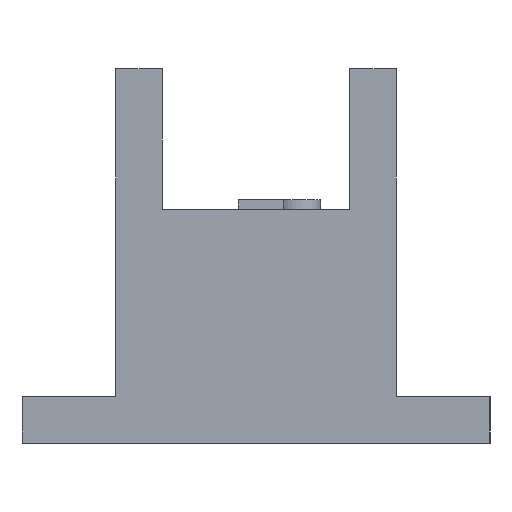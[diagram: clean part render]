
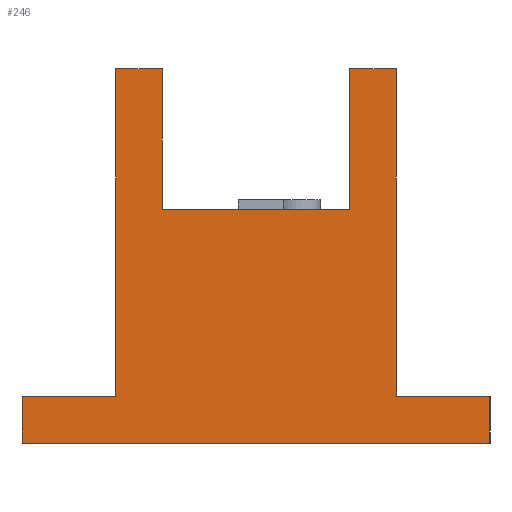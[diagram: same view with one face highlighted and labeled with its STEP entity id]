
A CAD part, left-side view. The second image highlights one B-rep face of the part: STEP entity #246.
In plain terms, the highlighted planar face has unit normal (-1, 0, 0).
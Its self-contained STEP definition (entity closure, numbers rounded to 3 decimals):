
#198=FACE_OUTER_BOUND('',#325,.T.);
#246=ADVANCED_FACE('',(#198),#1448,.F.);
#325=EDGE_LOOP('',(#513,#514,#515,#516,#517,#518,#519,#520,#521,#522,#523,
#524));
#513=ORIENTED_EDGE('',*,*,#742,.F.);
#514=ORIENTED_EDGE('',*,*,#770,.F.);
#515=ORIENTED_EDGE('',*,*,#842,.F.);
#516=ORIENTED_EDGE('',*,*,#838,.F.);
#517=ORIENTED_EDGE('',*,*,#835,.F.);
#518=ORIENTED_EDGE('',*,*,#730,.F.);
#519=ORIENTED_EDGE('',*,*,#824,.F.);
#520=ORIENTED_EDGE('',*,*,#821,.F.);
#521=ORIENTED_EDGE('',*,*,#818,.F.);
#522=ORIENTED_EDGE('',*,*,#754,.F.);
#523=ORIENTED_EDGE('',*,*,#812,.F.);
#524=ORIENTED_EDGE('',*,*,#794,.F.);
#633=VERTEX_POINT('',#2896);
#636=VERTEX_POINT('',#2901);
#645=VERTEX_POINT('',#2922);
#648=VERTEX_POINT('',#2927);
#657=VERTEX_POINT('',#2949);
#660=VERTEX_POINT('',#2954);
#672=VERTEX_POINT('',#2987);
#681=VERTEX_POINT('',#3007);
#708=VERTEX_POINT('',#3078);
#710=VERTEX_POINT('',#3084);
#713=VERTEX_POINT('',#3103);
#715=VERTEX_POINT('',#3109);
#730=EDGE_CURVE('',#636,#633,#965,.T.);
#742=EDGE_CURVE('',#648,#645,#977,.T.);
#754=EDGE_CURVE('',#660,#657,#989,.T.);
#770=EDGE_CURVE('',#672,#648,#1005,.T.);
#794=EDGE_CURVE('',#645,#681,#1029,.T.);
#812=EDGE_CURVE('',#681,#660,#1045,.T.);
#818=EDGE_CURVE('',#657,#708,#1051,.T.);
#821=EDGE_CURVE('',#708,#710,#1054,.T.);
#824=EDGE_CURVE('',#710,#636,#1057,.T.);
#835=EDGE_CURVE('',#633,#713,#1067,.T.);
#838=EDGE_CURVE('',#713,#715,#1070,.T.);
#842=EDGE_CURVE('',#715,#672,#1073,.T.);
#965=LINE('',#2902,#1141);
#977=LINE('',#2928,#1153);
#989=LINE('',#2955,#1165);
#1005=LINE('',#2988,#1181);
#1029=LINE('',#3033,#1205);
#1045=LINE('',#3069,#1221);
#1051=LINE('',#3077,#1227);
#1054=LINE('',#3083,#1230);
#1057=LINE('',#3088,#1233);
#1067=LINE('',#3102,#1243);
#1070=LINE('',#3108,#1246);
#1073=LINE('',#3115,#1249);
#1141=VECTOR('',#1971,1.);
#1153=VECTOR('',#1987,1.);
#1165=VECTOR('',#2005,1.);
#1181=VECTOR('',#2031,1.);
#1205=VECTOR('',#2057,1.);
#1221=VECTOR('',#2085,1.);
#1227=VECTOR('',#2093,1.);
#1230=VECTOR('',#2098,1.);
#1233=VECTOR('',#2103,1.);
#1243=VECTOR('',#2117,1.);
#1246=VECTOR('',#2122,1.);
#1249=VECTOR('',#2129,1.);
#1448=PLANE('',#1856);
#1856=AXIS2_PLACEMENT_3D('',#3121,#2136,#2137);
#1971=DIRECTION('',(0.,-1.,0.));
#1987=DIRECTION('',(0.,0.,-1.));
#2005=DIRECTION('',(0.,-1.,0.));
#2031=DIRECTION('',(0.,-1.,0.));
#2057=DIRECTION('',(0.,1.,0.));
#2085=DIRECTION('',(0.,0.,1.));
#2093=DIRECTION('',(0.,0.,1.));
#2098=DIRECTION('',(0.,-1.,0.));
#2103=DIRECTION('',(0.,0.,-1.));
#2117=DIRECTION('',(0.,0.,1.));
#2122=DIRECTION('',(0.,-1.,0.));
#2129=DIRECTION('',(0.,0.,-1.));
#2136=DIRECTION('',(1.,0.,0.));
#2137=DIRECTION('',(0.,0.,-1.));
#2896=CARTESIAN_POINT('',(-1600.,-100.,50.));
#2901=CARTESIAN_POINT('',(-1600.,100.,50.));
#2902=CARTESIAN_POINT('',(-1600.,100.,50.));
#2922=CARTESIAN_POINT('',(-1600.,-250.,-200.));
#2927=CARTESIAN_POINT('',(-1600.,-250.,-150.));
#2928=CARTESIAN_POINT('',(-1600.,-250.,-150.));
#2949=CARTESIAN_POINT('',(-1600.,150.,-150.));
#2954=CARTESIAN_POINT('',(-1600.,250.,-150.));
#2955=CARTESIAN_POINT('',(-1600.,250.,-150.));
#2987=CARTESIAN_POINT('',(-1600.,-150.,-150.));
#2988=CARTESIAN_POINT('',(-1600.,-150.,-150.));
#3007=CARTESIAN_POINT('',(-1600.,250.,-200.));
#3033=CARTESIAN_POINT('',(-1600.,-250.,-200.));
#3069=CARTESIAN_POINT('',(-1600.,250.,-200.));
#3077=CARTESIAN_POINT('',(-1600.,150.,-150.));
#3078=CARTESIAN_POINT('',(-1600.,150.,200.));
#3083=CARTESIAN_POINT('',(-1600.,150.,200.));
#3084=CARTESIAN_POINT('',(-1600.,100.,200.));
#3088=CARTESIAN_POINT('',(-1600.,100.,200.));
#3102=CARTESIAN_POINT('',(-1600.,-100.,50.));
#3103=CARTESIAN_POINT('',(-1600.,-100.,200.));
#3108=CARTESIAN_POINT('',(-1600.,-100.,200.));
#3109=CARTESIAN_POINT('',(-1600.,-150.,200.));
#3115=CARTESIAN_POINT('',(-1600.,-150.,200.));
#3121=CARTESIAN_POINT('',(-1600.,0.,0.));
